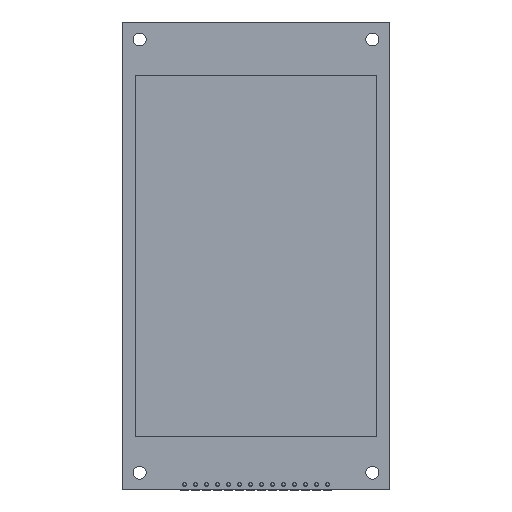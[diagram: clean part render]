
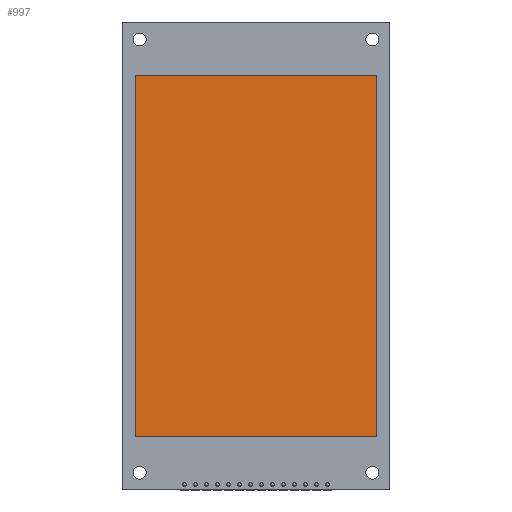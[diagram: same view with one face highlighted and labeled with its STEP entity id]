
A CAD part, top view. The second image highlights one B-rep face of the part: STEP entity #997.
In plain terms, the highlighted planar face has unit normal (0, 0, 1).
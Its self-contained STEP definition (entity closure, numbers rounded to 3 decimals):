
#906 = VERTEX_POINT('',#907);
#907 = CARTESIAN_POINT('',(27.84,-41.76,3.6));
#913 = EDGE_CURVE('',#906,#914,#916,.T.);
#914 = VERTEX_POINT('',#915);
#915 = CARTESIAN_POINT('',(27.84,41.76,3.6));
#916 = LINE('',#917,#918);
#917 = CARTESIAN_POINT('',(27.84,-41.76,3.6));
#918 = VECTOR('',#919,1.);
#919 = DIRECTION('',(0.,1.,0.));
#937 = VERTEX_POINT('',#938);
#938 = CARTESIAN_POINT('',(-27.84,-41.76,3.6));
#944 = EDGE_CURVE('',#937,#906,#945,.T.);
#945 = LINE('',#946,#947);
#946 = CARTESIAN_POINT('',(-27.84,-41.76,3.6));
#947 = VECTOR('',#948,1.);
#948 = DIRECTION('',(1.,0.,0.));
#961 = EDGE_CURVE('',#914,#962,#964,.T.);
#962 = VERTEX_POINT('',#963);
#963 = CARTESIAN_POINT('',(-27.84,41.76,3.6));
#964 = LINE('',#965,#966);
#965 = CARTESIAN_POINT('',(27.84,41.76,3.6));
#966 = VECTOR('',#967,1.);
#967 = DIRECTION('',(-1.,0.,0.));
#985 = EDGE_CURVE('',#962,#937,#986,.T.);
#986 = LINE('',#987,#988);
#987 = CARTESIAN_POINT('',(-27.84,41.76,3.6));
#988 = VECTOR('',#989,1.);
#989 = DIRECTION('',(0.,-1.,0.));
#997 = ADVANCED_FACE('',(#998),#1004,.T.);
#998 = FACE_BOUND('',#999,.T.);
#999 = EDGE_LOOP('',(#1000,#1001,#1002,#1003));
#1000 = ORIENTED_EDGE('',*,*,#961,.T.);
#1001 = ORIENTED_EDGE('',*,*,#985,.T.);
#1002 = ORIENTED_EDGE('',*,*,#944,.T.);
#1003 = ORIENTED_EDGE('',*,*,#913,.T.);
#1004 = PLANE('',#1005);
#1005 = AXIS2_PLACEMENT_3D('',#1006,#1007,#1008);
#1006 = CARTESIAN_POINT('',(0.,0.,3.6));
#1007 = DIRECTION('',(0.,0.,1.));
#1008 = DIRECTION('',(1.,0.,0.));
